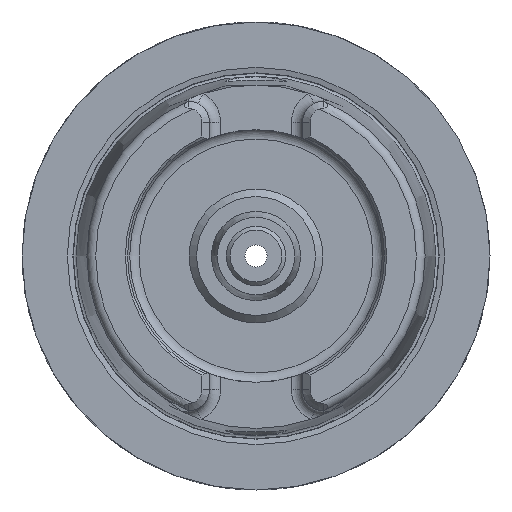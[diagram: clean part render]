
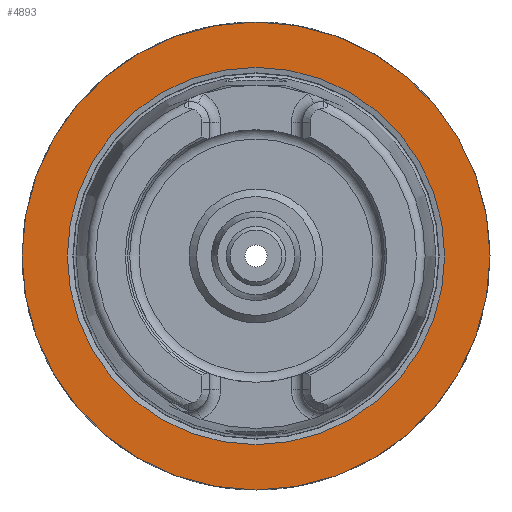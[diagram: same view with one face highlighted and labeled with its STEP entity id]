
A CAD part, left-side view. The second image highlights one B-rep face of the part: STEP entity #4893.
In plain terms, the highlighted planar face has unit normal (-1, 0, 0).
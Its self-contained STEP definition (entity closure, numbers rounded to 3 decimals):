
#4084=CARTESIAN_POINT('',(0.0,31.5,0.0));
#4085=VERTEX_POINT('',#4084);
#4086=CARTESIAN_POINT('',(0.0,0.0,0.0));
#4087=DIRECTION('',(1.0,0.0,0.0));
#4088=DIRECTION('',(0.0,1.0,0.0));
#4089=AXIS2_PLACEMENT_3D('',#4086,#4087,#4088);
#4090=CIRCLE('',#4089,31.5);
#4091=EDGE_CURVE('',#4085,#4085,#4090,.T.);
#4867=CARTESIAN_POINT('',(0.0,25.4,0.0));
#4868=VERTEX_POINT('',#4867);
#4869=CARTESIAN_POINT('',(0.0,0.0,0.0));
#4870=DIRECTION('',(1.0,0.0,0.0));
#4871=DIRECTION('',(0.0,1.0,0.0));
#4872=AXIS2_PLACEMENT_3D('',#4869,#4870,#4871);
#4873=CIRCLE('',#4872,25.4);
#4874=EDGE_CURVE('',#4868,#4868,#4873,.T.);
#4882=CARTESIAN_POINT('',(0.0,28.45,0.0));
#4883=DIRECTION('',(-1.0,0.0,0.0));
#4884=DIRECTION('',(0.0,0.0,1.0));
#4885=AXIS2_PLACEMENT_3D('',#4882,#4883,#4884);
#4886=PLANE('',#4885);
#4887=ORIENTED_EDGE('',*,*,#4091,.F.);
#4888=EDGE_LOOP('',(#4887));
#4889=FACE_OUTER_BOUND('',#4888,.T.);
#4890=ORIENTED_EDGE('',*,*,#4874,.T.);
#4891=EDGE_LOOP('',(#4890));
#4892=FACE_BOUND('',#4891,.T.);
#4893=ADVANCED_FACE('',(#4889,#4892),#4886,.T.);
